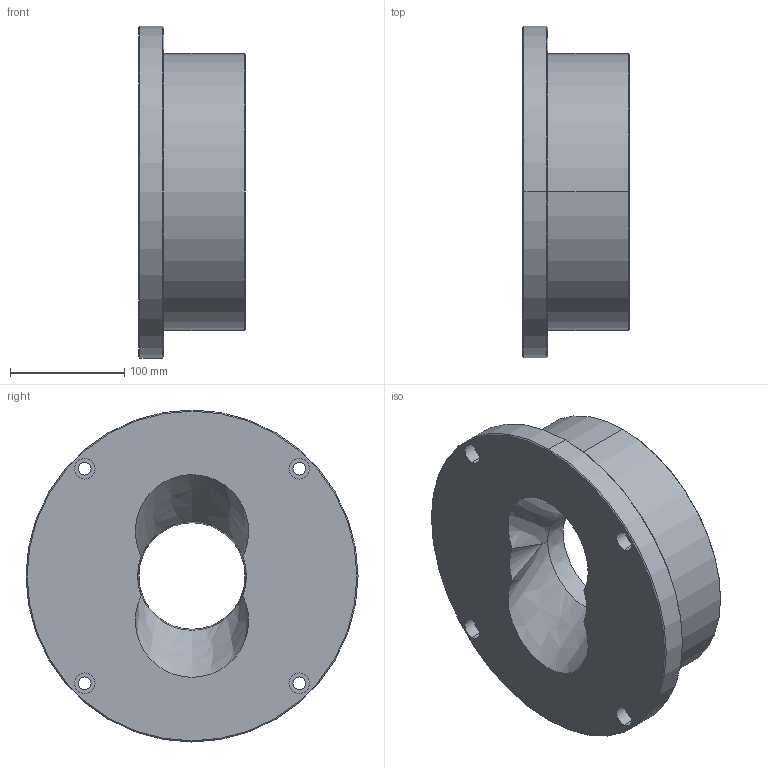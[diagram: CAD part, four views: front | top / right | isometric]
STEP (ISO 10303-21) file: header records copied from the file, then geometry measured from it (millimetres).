
FILE_DESCRIPTION (( 'STEP AP203' ), '1' );
FILE_NAME ('磁霜遠a1.STEP', '2022-04-24T15:20:55', ( '' ), ( '' ), 'SwSTEP 2.0', 'SolidWorks 2022', '' );
FILE_SCHEMA (( 'CONFIG_CONTROL_DESIGN' ));
Length unit declared in the file: millimetre
Products named in the file (1): 磁霜遠a1
Bounding box: 93 x 290 x 290 mm (x, y, z)
Volume: 3211537.6 mm3; surface area: 222639.1 mm2
Topology: 1 solids, 1 shells, 48 faces, 118 edges, 78 vertices
Faces by surface type: cylinder 26, cone 10, plane 8, torus 2, bspline 2
Entity records: 1861 total; most frequent: CARTESIAN_POINT 584, DIRECTION 270, ORIENTED_EDGE 236, EDGE_CURVE 118, AXIS2_PLACEMENT_3D 118, VERTEX_POINT 78, CIRCLE 71, EDGE_LOOP 64
